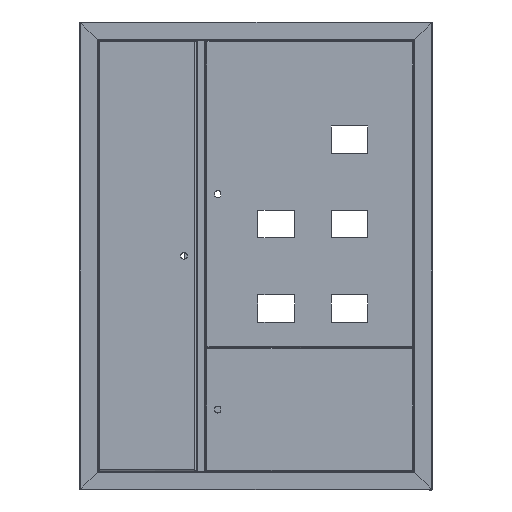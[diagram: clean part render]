
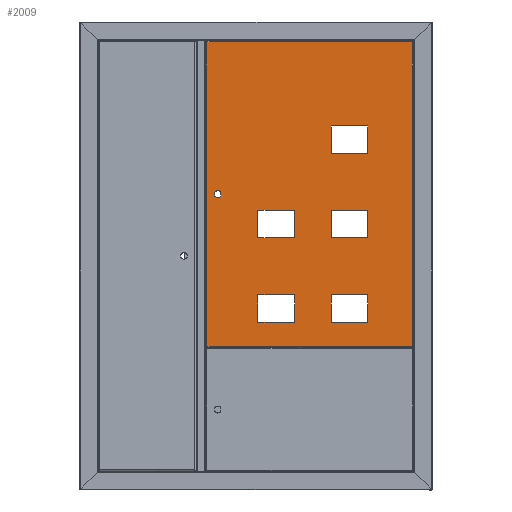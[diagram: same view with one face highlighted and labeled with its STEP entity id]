
A CAD part, top view. The second image highlights one B-rep face of the part: STEP entity #2009.
In plain terms, the highlighted planar face has unit normal (0, 0, 1).
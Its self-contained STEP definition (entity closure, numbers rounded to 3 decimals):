
#2009=ADVANCED_FACE('',(#8303,#8305,#8307,#8309,#8311,#8313,#8315),#8317,.T.);
#8303=FACE_BOUND('',#8304,.T.);
#8304=EDGE_LOOP('',(#16045,#16046,#16047,#16048));
#8305=FACE_BOUND('',#8306,.T.);
#8306=EDGE_LOOP('',(#16049,#16050,#16051,#16052));
#8307=FACE_BOUND('',#8308,.T.);
#8308=EDGE_LOOP('',(#16053,#16054,#16055,#16056));
#8309=FACE_BOUND('',#8310,.T.);
#8310=EDGE_LOOP('',(#16057,#16058,#16059,#16060));
#8311=FACE_BOUND('',#8312,.T.);
#8312=EDGE_LOOP('',(#16061,#16062,#16063,#16064));
#8313=FACE_BOUND('',#8314,.T.);
#8314=EDGE_LOOP('',(#16065,#16066,#16067,#16068));
#8315=FACE_BOUND('',#8316,.T.);
#8316=EDGE_LOOP('',(#16069,#16070,#16071,#16072));
#8317=PLANE('',#8318);
#8318=AXIS2_PLACEMENT_3D('',#8319,#8320,#8321);
#8319=CARTESIAN_POINT('',(0.,0.,0.));
#8320=DIRECTION('',(0.,0.,1.));
#8321=DIRECTION('',(-1.,0.,0.));
#16045=ORIENTED_EDGE('',*,*,#20255,.T.);
#16046=ORIENTED_EDGE('',*,*,#20256,.T.);
#16047=ORIENTED_EDGE('',*,*,#20257,.T.);
#16048=ORIENTED_EDGE('',*,*,#20258,.T.);
#16049=ORIENTED_EDGE('',*,*,#20259,.F.);
#16050=ORIENTED_EDGE('',*,*,#20260,.F.);
#16051=ORIENTED_EDGE('',*,*,#20261,.F.);
#16052=ORIENTED_EDGE('',*,*,#20262,.F.);
#16053=ORIENTED_EDGE('',*,*,#20263,.F.);
#16054=ORIENTED_EDGE('',*,*,#20264,.F.);
#16055=ORIENTED_EDGE('',*,*,#20265,.F.);
#16056=ORIENTED_EDGE('',*,*,#20266,.F.);
#16057=ORIENTED_EDGE('',*,*,#20267,.F.);
#16058=ORIENTED_EDGE('',*,*,#20268,.F.);
#16059=ORIENTED_EDGE('',*,*,#20269,.F.);
#16060=ORIENTED_EDGE('',*,*,#20270,.F.);
#16061=ORIENTED_EDGE('',*,*,#20271,.F.);
#16062=ORIENTED_EDGE('',*,*,#20272,.F.);
#16063=ORIENTED_EDGE('',*,*,#20273,.F.);
#16064=ORIENTED_EDGE('',*,*,#20274,.F.);
#16065=ORIENTED_EDGE('',*,*,#20275,.F.);
#16066=ORIENTED_EDGE('',*,*,#20276,.F.);
#16067=ORIENTED_EDGE('',*,*,#20277,.F.);
#16068=ORIENTED_EDGE('',*,*,#20278,.F.);
#16069=ORIENTED_EDGE('',*,*,#20279,.F.);
#16070=ORIENTED_EDGE('',*,*,#20280,.F.);
#16071=ORIENTED_EDGE('',*,*,#20281,.F.);
#16072=ORIENTED_EDGE('',*,*,#20282,.F.);
#20255=EDGE_CURVE('',#22360,#22361,#22362,.T.);
#20256=EDGE_CURVE('',#22361,#22363,#22364,.T.);
#20257=EDGE_CURVE('',#22363,#22365,#22366,.T.);
#20258=EDGE_CURVE('',#22365,#22360,#22367,.T.);
#20259=EDGE_CURVE('',#22368,#22369,#22370,.T.);
#20260=EDGE_CURVE('',#22371,#22368,#22372,.T.);
#20261=EDGE_CURVE('',#22373,#22371,#22374,.T.);
#20262=EDGE_CURVE('',#22369,#22373,#22375,.T.);
#20263=EDGE_CURVE('',#22376,#22377,#22378,.T.);
#20264=EDGE_CURVE('',#22379,#22376,#22380,.T.);
#20265=EDGE_CURVE('',#22381,#22379,#22382,.T.);
#20266=EDGE_CURVE('',#22377,#22381,#22383,.T.);
#20267=EDGE_CURVE('',#22384,#22385,#22386,.T.);
#20268=EDGE_CURVE('',#22387,#22384,#22388,.T.);
#20269=EDGE_CURVE('',#22389,#22387,#22390,.T.);
#20270=EDGE_CURVE('',#22385,#22389,#22391,.T.);
#20271=EDGE_CURVE('',#22392,#22393,#22394,.T.);
#20272=EDGE_CURVE('',#22395,#22392,#22396,.T.);
#20273=EDGE_CURVE('',#22397,#22395,#22398,.T.);
#20274=EDGE_CURVE('',#22393,#22397,#22399,.T.);
#20275=EDGE_CURVE('',#22400,#22401,#22402,.T.);
#20276=EDGE_CURVE('',#22403,#22400,#22404,.T.);
#20277=EDGE_CURVE('',#22405,#22403,#22406,.T.);
#20278=EDGE_CURVE('',#22401,#22405,#22407,.T.);
#20279=EDGE_CURVE('',#22408,#22409,#22410,.T.);
#20280=EDGE_CURVE('',#22411,#22408,#22412,.T.);
#20281=EDGE_CURVE('',#22413,#22411,#22414,.T.);
#20282=EDGE_CURVE('',#22409,#22413,#22415,.T.);
#22360=VERTEX_POINT('',#25802);
#22361=VERTEX_POINT('',#25803);
#22362=LINE('',#25804,#25805);
#22363=VERTEX_POINT('',#25807);
#22364=LINE('',#25808,#25809);
#22365=VERTEX_POINT('',#25811);
#22366=LINE('',#25812,#25813);
#22367=LINE('',#25815,#25816);
#22368=VERTEX_POINT('',#25818);
#22369=VERTEX_POINT('',#25819);
#22370=LINE('',#25820,#25821);
#22371=VERTEX_POINT('',#25823);
#22372=LINE('',#25824,#25825);
#22373=VERTEX_POINT('',#25827);
#22374=LINE('',#25828,#25829);
#22375=LINE('',#25831,#25832);
#22376=VERTEX_POINT('',#25834);
#22377=VERTEX_POINT('',#25835);
#22378=LINE('',#25836,#25837);
#22379=VERTEX_POINT('',#25839);
#22380=LINE('',#25840,#25841);
#22381=VERTEX_POINT('',#25843);
#22382=LINE('',#25844,#25845);
#22383=LINE('',#25847,#25848);
#22384=VERTEX_POINT('',#25850);
#22385=VERTEX_POINT('',#25851);
#22386=LINE('',#25852,#25853);
#22387=VERTEX_POINT('',#25855);
#22388=LINE('',#25856,#25857);
#22389=VERTEX_POINT('',#25859);
#22390=LINE('',#25860,#25861);
#22391=LINE('',#25863,#25864);
#22392=VERTEX_POINT('',#25866);
#22393=VERTEX_POINT('',#25867);
#22394=LINE('',#25868,#25869);
#22395=VERTEX_POINT('',#25871);
#22396=LINE('',#25872,#25873);
#22397=VERTEX_POINT('',#25875);
#22398=LINE('',#25876,#25877);
#22399=LINE('',#25879,#25880);
#22400=VERTEX_POINT('',#25882);
#22401=VERTEX_POINT('',#25883);
#22402=CIRCLE('',#25884,9.55);
#22403=VERTEX_POINT('',#25888);
#22404=LINE('',#25889,#25890);
#22405=VERTEX_POINT('',#25892);
#22406=CIRCLE('',#25893,9.55);
#22407=LINE('',#25897,#25898);
#22408=VERTEX_POINT('',#25900);
#22409=VERTEX_POINT('',#25901);
#22410=LINE('',#25902,#25903);
#22411=VERTEX_POINT('',#25905);
#22412=LINE('',#25906,#25907);
#22413=VERTEX_POINT('',#25909);
#22414=LINE('',#25910,#25911);
#22415=LINE('',#25913,#25914);
#25802=CARTESIAN_POINT('',(905.6,116.1,0.));
#25803=CARTESIAN_POINT('',(905.6,945.6,0.));
#25804=CARTESIAN_POINT('',(905.6,116.1,0.));
#25805=VECTOR('',#25806,1.);
#25806=DIRECTION('',(0.,1.,0.));
#25807=CARTESIAN_POINT('',(346.5,945.6,0.));
#25808=CARTESIAN_POINT('',(905.6,945.6,0.));
#25809=VECTOR('',#25810,1.);
#25810=DIRECTION('',(-1.,0.,0.));
#25811=CARTESIAN_POINT('',(346.5,116.1,0.));
#25812=CARTESIAN_POINT('',(346.5,945.6,0.));
#25813=VECTOR('',#25814,1.);
#25814=DIRECTION('',(0.,-1.,0.));
#25815=CARTESIAN_POINT('',(346.5,116.1,0.));
#25816=VECTOR('',#25817,1.);
#25817=DIRECTION('',(1.,0.,0.));
#25818=CARTESIAN_POINT('',(485.1,486.7,0.));
#25819=CARTESIAN_POINT('',(485.1,411.7,0.));
#25820=CARTESIAN_POINT('',(485.1,486.7,0.));
#25821=VECTOR('',#25822,1.);
#25822=DIRECTION('',(0.,-1.,0.));
#25823=CARTESIAN_POINT('',(585.1,486.7,0.));
#25824=CARTESIAN_POINT('',(585.1,486.7,0.));
#25825=VECTOR('',#25826,1.);
#25826=DIRECTION('',(-1.,0.,0.));
#25827=CARTESIAN_POINT('',(585.1,411.7,0.));
#25828=CARTESIAN_POINT('',(585.1,411.7,0.));
#25829=VECTOR('',#25830,1.);
#25830=DIRECTION('',(0.,1.,0.));
#25831=CARTESIAN_POINT('',(485.1,411.7,0.));
#25832=VECTOR('',#25833,1.);
#25833=DIRECTION('',(1.,0.,0.));
#25834=CARTESIAN_POINT('',(485.1,256.7,0.));
#25835=CARTESIAN_POINT('',(485.1,181.7,0.));
#25836=CARTESIAN_POINT('',(485.1,256.7,0.));
#25837=VECTOR('',#25838,1.);
#25838=DIRECTION('',(0.,-1.,0.));
#25839=CARTESIAN_POINT('',(585.1,256.7,0.));
#25840=CARTESIAN_POINT('',(585.1,256.7,0.));
#25841=VECTOR('',#25842,1.);
#25842=DIRECTION('',(-1.,0.,0.));
#25843=CARTESIAN_POINT('',(585.1,181.7,0.));
#25844=CARTESIAN_POINT('',(585.1,181.7,0.));
#25845=VECTOR('',#25846,1.);
#25846=DIRECTION('',(0.,1.,0.));
#25847=CARTESIAN_POINT('',(485.1,181.7,0.));
#25848=VECTOR('',#25849,1.);
#25849=DIRECTION('',(1.,0.,0.));
#25850=CARTESIAN_POINT('',(685.1,486.7,0.));
#25851=CARTESIAN_POINT('',(685.1,411.7,0.));
#25852=CARTESIAN_POINT('',(685.1,486.7,0.));
#25853=VECTOR('',#25854,1.);
#25854=DIRECTION('',(0.,-1.,0.));
#25855=CARTESIAN_POINT('',(785.1,486.7,0.));
#25856=CARTESIAN_POINT('',(785.1,486.7,0.));
#25857=VECTOR('',#25858,1.);
#25858=DIRECTION('',(-1.,0.,0.));
#25859=CARTESIAN_POINT('',(785.1,411.7,0.));
#25860=CARTESIAN_POINT('',(785.1,411.7,0.));
#25861=VECTOR('',#25862,1.);
#25862=DIRECTION('',(0.,1.,0.));
#25863=CARTESIAN_POINT('',(685.1,411.7,0.));
#25864=VECTOR('',#25865,1.);
#25865=DIRECTION('',(1.,0.,0.));
#25866=CARTESIAN_POINT('',(685.1,256.7,0.));
#25867=CARTESIAN_POINT('',(685.1,181.7,0.));
#25868=CARTESIAN_POINT('',(685.1,256.7,0.));
#25869=VECTOR('',#25870,1.);
#25870=DIRECTION('',(0.,-1.,0.));
#25871=CARTESIAN_POINT('',(785.1,256.7,0.));
#25872=CARTESIAN_POINT('',(785.1,256.7,0.));
#25873=VECTOR('',#25874,1.);
#25874=DIRECTION('',(-1.,0.,0.));
#25875=CARTESIAN_POINT('',(785.1,181.7,0.));
#25876=CARTESIAN_POINT('',(785.1,181.7,0.));
#25877=VECTOR('',#25878,1.);
#25878=DIRECTION('',(0.,1.,0.));
#25879=CARTESIAN_POINT('',(685.1,181.7,0.));
#25880=VECTOR('',#25881,1.);
#25881=DIRECTION('',(1.,0.,0.));
#25882=CARTESIAN_POINT('',(384.35,535.988,0.));
#25883=CARTESIAN_POINT('',(368.25,535.988,0.));
#25884=AXIS2_PLACEMENT_3D('',#25885,#25886,#25887);
#25885=CARTESIAN_POINT('',(376.3,530.85,0.));
#25886=DIRECTION('',(0.,0.,1.));
#25887=DIRECTION('',(0.843,0.538,0.));
#25888=CARTESIAN_POINT('',(384.35,525.712,0.));
#25889=CARTESIAN_POINT('',(384.35,525.712,0.));
#25890=VECTOR('',#25891,1.);
#25891=DIRECTION('',(0.,1.,0.));
#25892=CARTESIAN_POINT('',(368.25,525.712,0.));
#25893=AXIS2_PLACEMENT_3D('',#25894,#25895,#25896);
#25894=CARTESIAN_POINT('',(376.3,530.85,0.));
#25895=DIRECTION('',(0.,0.,1.));
#25896=DIRECTION('',(-0.843,-0.538,0.));
#25897=CARTESIAN_POINT('',(368.25,535.988,0.));
#25898=VECTOR('',#25899,1.);
#25899=DIRECTION('',(0.,-1.,0.));
#25900=CARTESIAN_POINT('',(685.1,716.7,0.));
#25901=CARTESIAN_POINT('',(685.1,641.7,0.));
#25902=CARTESIAN_POINT('',(685.1,716.7,0.));
#25903=VECTOR('',#25904,1.);
#25904=DIRECTION('',(0.,-1.,0.));
#25905=CARTESIAN_POINT('',(785.1,716.7,0.));
#25906=CARTESIAN_POINT('',(785.1,716.7,0.));
#25907=VECTOR('',#25908,1.);
#25908=DIRECTION('',(-1.,0.,0.));
#25909=CARTESIAN_POINT('',(785.1,641.7,0.));
#25910=CARTESIAN_POINT('',(785.1,641.7,0.));
#25911=VECTOR('',#25912,1.);
#25912=DIRECTION('',(0.,1.,0.));
#25913=CARTESIAN_POINT('',(685.1,641.7,0.));
#25914=VECTOR('',#25915,1.);
#25915=DIRECTION('',(1.,0.,0.));
